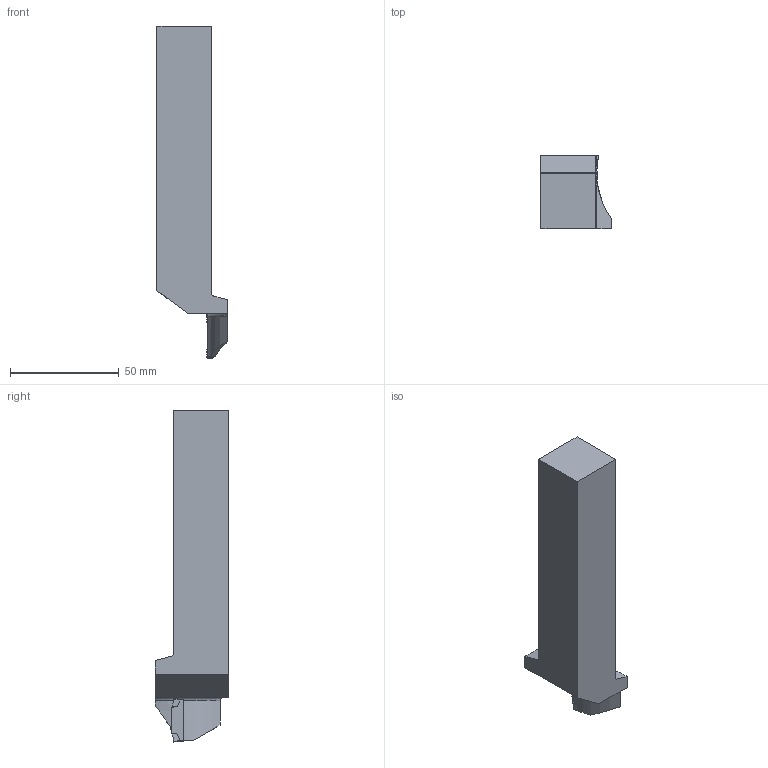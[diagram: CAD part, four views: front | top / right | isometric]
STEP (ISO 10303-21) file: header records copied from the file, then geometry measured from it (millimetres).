
FILE_DESCRIPTION(/* description */ (''),/* implementation_level */ '2;1');
FILE_NAME(/* name */ 'assy.stp',/* time_stamp */ '2018-02-15T15:25:47+01:00',/* author */ (''),/* organization */ ('SMS'),/* preprocessor_version */ 'ST-DEVELOPER v15',/* originating_system */ 'SIEMENS PLM Software NX 8.5',/* authorisation */ '');
FILE_SCHEMA (('AUTOMOTIVE_DESIGN { 1 0 10303 214 3 1 1 1 }'));
Length unit declared in the file: millimetre
Products named in the file (4): ASSEMBLY_CONSTRUCTION; NOCUT; CUT; ASSY
Assembly tree (3 placements, depth 2):
  ASSY
    CUT
    NOCUT
    ASSEMBLY_CONSTRUCTION
Bounding box: 32.49 x 33.8 x 152.4 mm (x, y, z)
Volume: 87066.5 mm3; surface area: 16313.6 mm2
Topology: 2 solids, 2 shells, 58 faces, 163 edges, 115 vertices
Faces by surface type: plane 46, cylinder 7, bspline 4, torus 1
Entity records: 2324 total; most frequent: CARTESIAN_POINT 689, ORIENTED_EDGE 324, DIRECTION 294, EDGE_CURVE 162, LINE 114, VECTOR 114, VERTEX_POINT 108, AXIS2_PLACEMENT_3D 90
